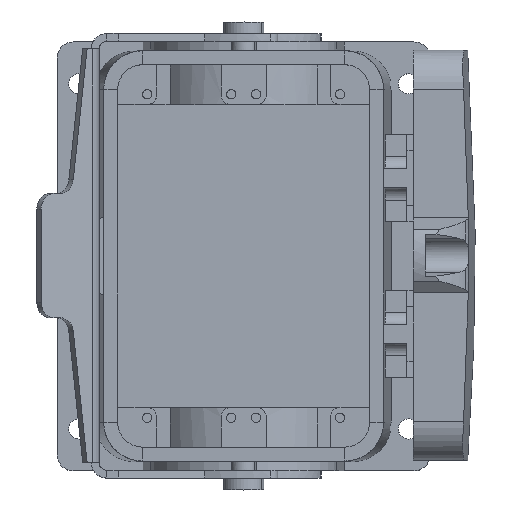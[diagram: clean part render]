
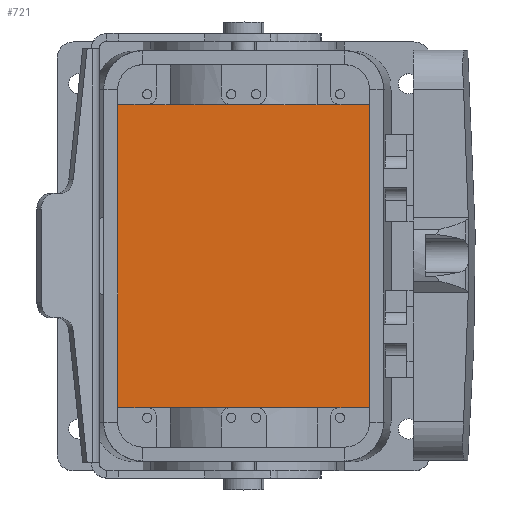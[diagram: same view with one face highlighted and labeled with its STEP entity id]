
A CAD part, top view. The second image highlights one B-rep face of the part: STEP entity #721.
In plain terms, the highlighted planar face has unit normal (0, 0, 1).
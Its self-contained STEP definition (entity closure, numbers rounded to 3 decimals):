
#701=AXIS2_PLACEMENT_3D('Plane Axis2P3D',#698,#699,#700) ;
#144=CARTESIAN_POINT('Vertex',(26.,124.,5.5)) ;
#147=CARTESIAN_POINT('Line Origine',(66.5,124.,5.5)) ;
#151=CARTESIAN_POINT('Vertex',(107.,124.,5.5)) ;
#679=CARTESIAN_POINT('Vertex',(26.,26.5,5.5)) ;
#682=CARTESIAN_POINT('Line Origine',(26.,75.25,5.5)) ;
#698=CARTESIAN_POINT('Axis2P3D Location',(66.5,75.25,5.5)) ;
#703=CARTESIAN_POINT('Line Origine',(66.5,26.5,5.5)) ;
#707=CARTESIAN_POINT('Vertex',(107.,26.5,5.5)) ;
#710=CARTESIAN_POINT('Line Origine',(107.,75.25,5.5)) ;
#148=DIRECTION('Vector Direction',(1.,0.,0.)) ;
#683=DIRECTION('Vector Direction',(0.,1.,0.)) ;
#699=DIRECTION('Axis2P3D Direction',(0.,-0.,1.)) ;
#700=DIRECTION('Axis2P3D XDirection',(0.,1.,0.)) ;
#704=DIRECTION('Vector Direction',(1.,0.,0.)) ;
#711=DIRECTION('Vector Direction',(0.,-1.,0.)) ;
#149=VECTOR('Line Direction',#148,1.) ;
#684=VECTOR('Line Direction',#683,1.) ;
#705=VECTOR('Line Direction',#704,1.) ;
#712=VECTOR('Line Direction',#711,1.) ;
#716=ORIENTED_EDGE('',*,*,#153,.T.) ;
#717=ORIENTED_EDGE('',*,*,#686,.T.) ;
#718=ORIENTED_EDGE('',*,*,#709,.F.) ;
#719=ORIENTED_EDGE('',*,*,#714,.T.) ;
#721=ADVANCED_FACE('Housing',(#720),#702,.T.) ;
#153=EDGE_CURVE('',#152,#145,#150,.F.) ;
#686=EDGE_CURVE('',#145,#680,#685,.F.) ;
#709=EDGE_CURVE('',#708,#680,#706,.F.) ;
#714=EDGE_CURVE('',#708,#152,#713,.F.) ;
#715=EDGE_LOOP('',(#716,#717,#718,#719)) ;
#720=FACE_OUTER_BOUND('',#715,.T.) ;
#150=LINE('Line',#147,#149) ;
#685=LINE('Line',#682,#684) ;
#706=LINE('Line',#703,#705) ;
#713=LINE('Line',#710,#712) ;
#702=PLANE('',#701) ;
#145=VERTEX_POINT('',#144) ;
#152=VERTEX_POINT('',#151) ;
#680=VERTEX_POINT('',#679) ;
#708=VERTEX_POINT('',#707) ;
